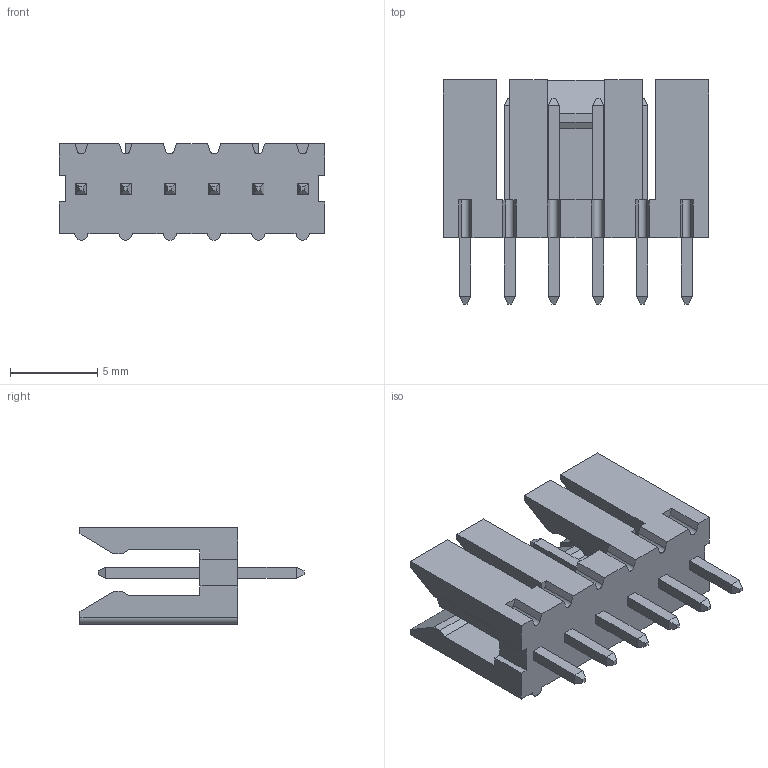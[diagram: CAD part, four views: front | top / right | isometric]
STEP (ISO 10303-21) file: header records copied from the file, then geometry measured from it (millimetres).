
FILE_DESCRIPTION((''),'2;1');
FILE_NAME('69167-X06','2021-10-06T',('XuanM'),('AFCI'),'CREO PARAMETRIC BY PTC INC, 2016130','CREO PARAMETRIC BY PTC INC, 2016130','');
FILE_SCHEMA(('AUTOMOTIVE_DESIGN { 1 0 10303 214 1 1 1 1 }'));
Length unit declared in the file: inch
Products named in the file (1): 69167-X06
Bounding box: 15.24 x 12.85 x 5.54 mm (x, y, z)
Volume: 394.8 mm3; surface area: 856.4 mm2
Topology: 1 solids, 1 shells, 205 faces, 521 edges, 330 vertices
Faces by surface type: plane 193, cylinder 12
Entity records: 7827 total; most frequent: CARTESIAN_POINT 1058, ORIENTED_EDGE 1042, DIRECTION 959, EDGE_CURVE 521, VECTOR 493, LINE 493, VERTEX_POINT 330, AXIS2_PLACEMENT_3D 233
